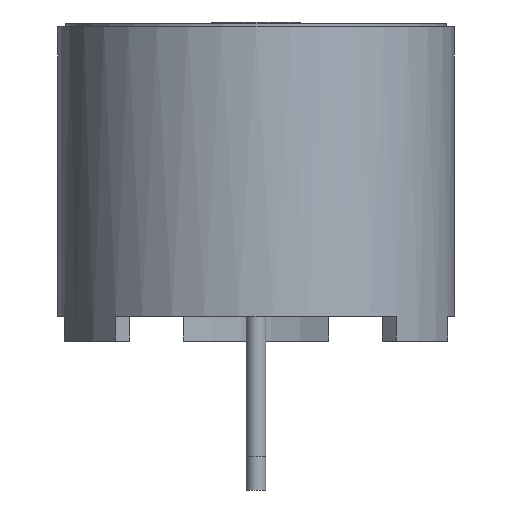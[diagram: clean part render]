
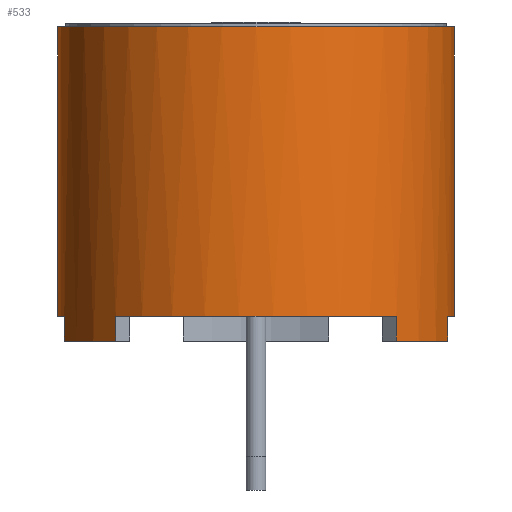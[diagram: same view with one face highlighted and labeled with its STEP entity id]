
A CAD part, left-side view. The second image highlights one B-rep face of the part: STEP entity #533.
In plain terms, the highlighted cylindrical face has radius 6 mm (diameter 12 mm), a partial arc.
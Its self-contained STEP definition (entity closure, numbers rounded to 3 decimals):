
#276 = VERTEX_POINT('',#277);
#277 = CARTESIAN_POINT('',(0.,-6.,9.5));
#286 = EDGE_CURVE('',#276,#287,#289,.T.);
#287 = VERTEX_POINT('',#288);
#288 = CARTESIAN_POINT('',(0.,-6.,0.75));
#289 = LINE('',#290,#291);
#290 = CARTESIAN_POINT('',(0.,-6.,9.5));
#291 = VECTOR('',#292,1.);
#292 = DIRECTION('',(0.,0.,-1.));
#329 = VERTEX_POINT('',#330);
#330 = CARTESIAN_POINT('',(0.,6.,0.75));
#337 = EDGE_CURVE('',#338,#329,#340,.T.);
#338 = VERTEX_POINT('',#339);
#339 = CARTESIAN_POINT('',(0.,6.,9.5));
#340 = LINE('',#341,#342);
#341 = CARTESIAN_POINT('',(0.,6.,9.5));
#342 = VECTOR('',#343,1.);
#343 = DIRECTION('',(0.,0.,-1.));
#456 = VERTEX_POINT('',#457);
#457 = CARTESIAN_POINT('',(-1.553,-5.796,
    0.));
#463 = EDGE_CURVE('',#464,#456,#466,.T.);
#464 = VERTEX_POINT('',#465);
#465 = CARTESIAN_POINT('',(-4.243,-4.243,
    0.));
#466 = CIRCLE('',#467,6.);
#467 = AXIS2_PLACEMENT_3D('',#468,#469,#470);
#468 = CARTESIAN_POINT('',(0.,0.,
    0.));
#469 = DIRECTION('',(0.,0.,1.));
#470 = DIRECTION('',(0.,-1.,0.));
#498 = VERTEX_POINT('',#499);
#499 = CARTESIAN_POINT('',(-4.243,4.243,
    0.));
#505 = EDGE_CURVE('',#506,#498,#508,.T.);
#506 = VERTEX_POINT('',#507);
#507 = CARTESIAN_POINT('',(-1.553,5.796,
    0.));
#508 = CIRCLE('',#509,6.);
#509 = AXIS2_PLACEMENT_3D('',#510,#511,#512);
#510 = CARTESIAN_POINT('',(0.,0.,
    0.));
#511 = DIRECTION('',(0.,0.,1.));
#512 = DIRECTION('',(0.,-1.,0.));
#533 = ADVANCED_FACE('',(#534),#600,.T.);
#534 = FACE_BOUND('',#535,.T.);
#535 = EDGE_LOOP('',(#536,#537,#544,#545,#554,#560,#561,#569,#578,#584,
    #585,#593));
#536 = ORIENTED_EDGE('',*,*,#286,.F.);
#537 = ORIENTED_EDGE('',*,*,#538,.F.);
#538 = EDGE_CURVE('',#338,#276,#539,.T.);
#539 = CIRCLE('',#540,6.);
#540 = AXIS2_PLACEMENT_3D('',#541,#542,#543);
#541 = CARTESIAN_POINT('',(0.,0.,9.5));
#542 = DIRECTION('',(0.,0.,1.));
#543 = DIRECTION('',(0.,-1.,0.));
#544 = ORIENTED_EDGE('',*,*,#337,.T.);
#545 = ORIENTED_EDGE('',*,*,#546,.F.);
#546 = EDGE_CURVE('',#547,#329,#549,.T.);
#547 = VERTEX_POINT('',#548);
#548 = CARTESIAN_POINT('',(-1.553,5.796,0.75));
#549 = CIRCLE('',#550,6.);
#550 = AXIS2_PLACEMENT_3D('',#551,#552,#553);
#551 = CARTESIAN_POINT('',(0.,0.,0.75));
#552 = DIRECTION('',(0.,0.,-1.));
#553 = DIRECTION('',(0.,1.,0.));
#554 = ORIENTED_EDGE('',*,*,#555,.T.);
#555 = EDGE_CURVE('',#547,#506,#556,.T.);
#556 = LINE('',#557,#558);
#557 = CARTESIAN_POINT('',(-1.553,5.796,0.75));
#558 = VECTOR('',#559,1.);
#559 = DIRECTION('',(0.,0.,-1.));
#560 = ORIENTED_EDGE('',*,*,#505,.T.);
#561 = ORIENTED_EDGE('',*,*,#562,.F.);
#562 = EDGE_CURVE('',#563,#498,#565,.T.);
#563 = VERTEX_POINT('',#564);
#564 = CARTESIAN_POINT('',(-4.243,4.243,0.75));
#565 = LINE('',#566,#567);
#566 = CARTESIAN_POINT('',(-4.243,4.243,0.75));
#567 = VECTOR('',#568,1.);
#568 = DIRECTION('',(0.,0.,-1.));
#569 = ORIENTED_EDGE('',*,*,#570,.F.);
#570 = EDGE_CURVE('',#571,#563,#573,.T.);
#571 = VERTEX_POINT('',#572);
#572 = CARTESIAN_POINT('',(-4.243,-4.243,0.75));
#573 = CIRCLE('',#574,6.);
#574 = AXIS2_PLACEMENT_3D('',#575,#576,#577);
#575 = CARTESIAN_POINT('',(0.,0.,0.75));
#576 = DIRECTION('',(0.,0.,-1.));
#577 = DIRECTION('',(0.,1.,0.));
#578 = ORIENTED_EDGE('',*,*,#579,.T.);
#579 = EDGE_CURVE('',#571,#464,#580,.T.);
#580 = LINE('',#581,#582);
#581 = CARTESIAN_POINT('',(-4.243,-4.243,0.75));
#582 = VECTOR('',#583,1.);
#583 = DIRECTION('',(0.,0.,-1.));
#584 = ORIENTED_EDGE('',*,*,#463,.T.);
#585 = ORIENTED_EDGE('',*,*,#586,.F.);
#586 = EDGE_CURVE('',#587,#456,#589,.T.);
#587 = VERTEX_POINT('',#588);
#588 = CARTESIAN_POINT('',(-1.553,-5.796,0.75));
#589 = LINE('',#590,#591);
#590 = CARTESIAN_POINT('',(-1.553,-5.796,0.75));
#591 = VECTOR('',#592,1.);
#592 = DIRECTION('',(0.,0.,-1.));
#593 = ORIENTED_EDGE('',*,*,#594,.F.);
#594 = EDGE_CURVE('',#287,#587,#595,.T.);
#595 = CIRCLE('',#596,6.);
#596 = AXIS2_PLACEMENT_3D('',#597,#598,#599);
#597 = CARTESIAN_POINT('',(0.,0.,0.75));
#598 = DIRECTION('',(0.,0.,-1.));
#599 = DIRECTION('',(0.,1.,0.));
#600 = CYLINDRICAL_SURFACE('',#601,6.);
#601 = AXIS2_PLACEMENT_3D('',#602,#603,#604);
#602 = CARTESIAN_POINT('',(0.,0.,9.5));
#603 = DIRECTION('',(0.,0.,-1.));
#604 = DIRECTION('',(0.,1.,0.));
